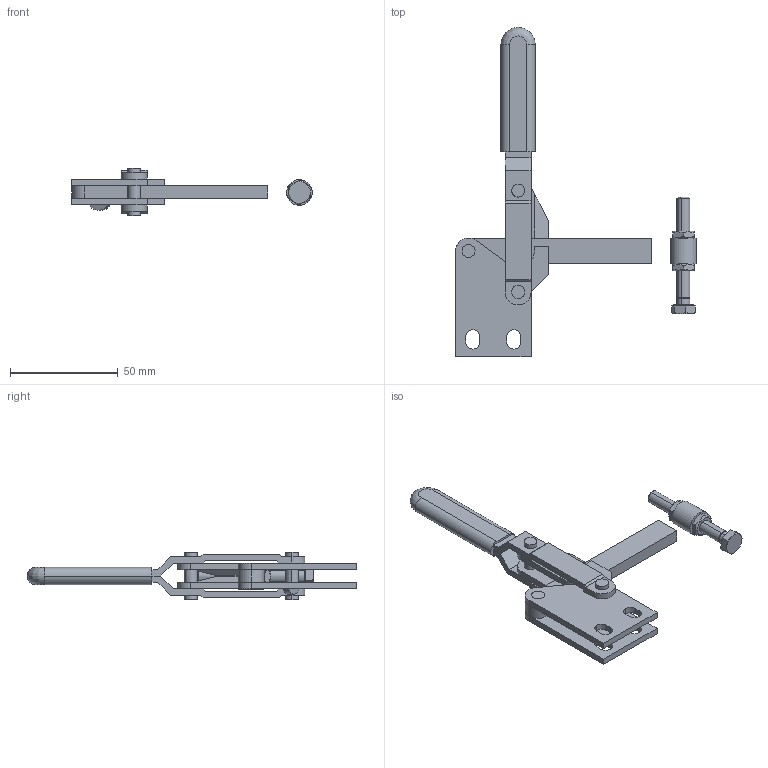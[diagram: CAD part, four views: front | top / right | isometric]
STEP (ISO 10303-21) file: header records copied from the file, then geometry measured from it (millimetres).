
FILE_DESCRIPTION((''),'2;1');
FILE_NAME('MG3.stp','2006-07-11T16:01:10',('Matthew'),(''),'Autodesk Inventor 8','Autodesk Inventor 8','');
FILE_SCHEMA(('AUTOMOTIVE_DESIGN { 1 0 10303 214 1 1 1 1 }'));
Length unit declared in the file: millimetre
Products named in the file (7): MG3; MG31; MG32; MG33; MG34; MG35; MG36
Assembly tree (6 placements, depth 2):
  MG3
    MG31
    MG32
    MG33
    MG34
    MG35
    MG36
Bounding box: 111.69 x 152.76 x 22 mm (x, y, z)
Volume: 35457.4 mm3; surface area: 24719.5 mm2
Topology: 6 solids, 6 shells, 237 faces, 606 edges, 404 vertices
Faces by surface type: plane 117, cylinder 77, cone 26, bspline 17
Entity records: 7584 total; most frequent: CARTESIAN_POINT 1552, DIRECTION 1246, ORIENTED_EDGE 1212, EDGE_CURVE 606, AXIS2_PLACEMENT_3D 447, VERTEX_POINT 404, VECTOR 352, LINE 352
